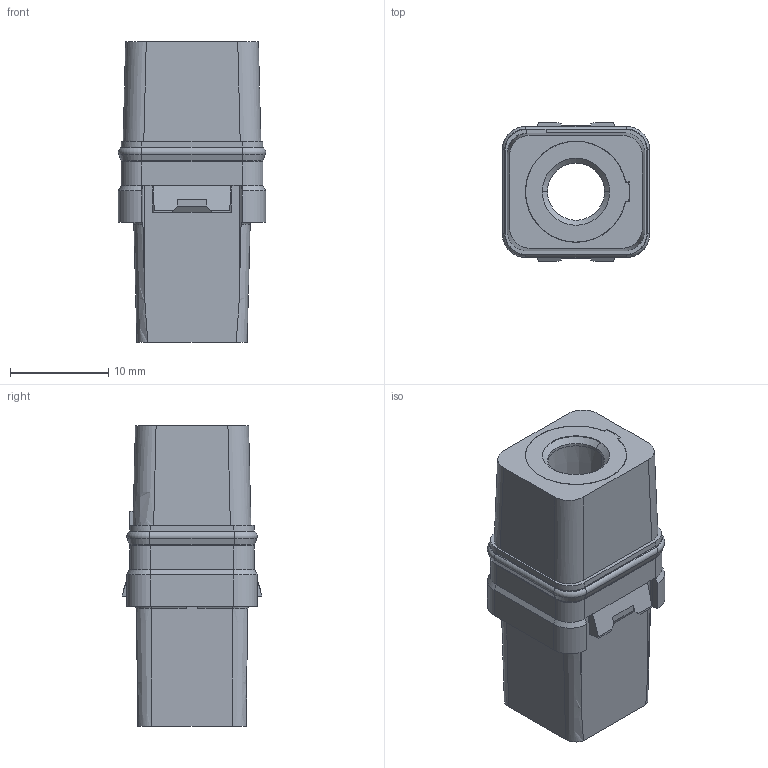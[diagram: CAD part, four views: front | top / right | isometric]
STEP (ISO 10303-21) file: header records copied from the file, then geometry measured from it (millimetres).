
FILE_DESCRIPTION((''),'2;1');
FILE_NAME('SIME0108SNC','2019-12-10T',('presta_be4'),(''),'CREO PARAMETRIC BY PTC INC, 2018360','CREO PARAMETRIC BY PTC INC, 2018360','');
FILE_SCHEMA(('CONFIG_CONTROL_DESIGN'));
Length unit declared in the file: millimetre
Products named in the file (1): SIME0108SNC
Bounding box: 15 x 14.15 x 30.55 mm (x, y, z)
Volume: 3061.5 mm3; surface area: 3945.7 mm2
Topology: 1 solids, 1 shells, 361 faces, 957 edges, 606 vertices
Faces by surface type: plane 182, cylinder 72, cone 49, torus 46, bspline 12
Entity records: 11910 total; most frequent: CARTESIAN_POINT 2976, ORIENTED_EDGE 1914, DIRECTION 1831, EDGE_CURVE 957, AXIS2_PLACEMENT_3D 668, VERTEX_POINT 606, VECTOR 495, LINE 495
